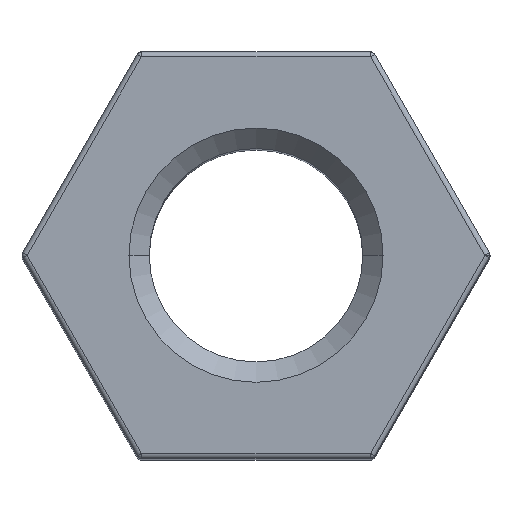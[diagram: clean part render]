
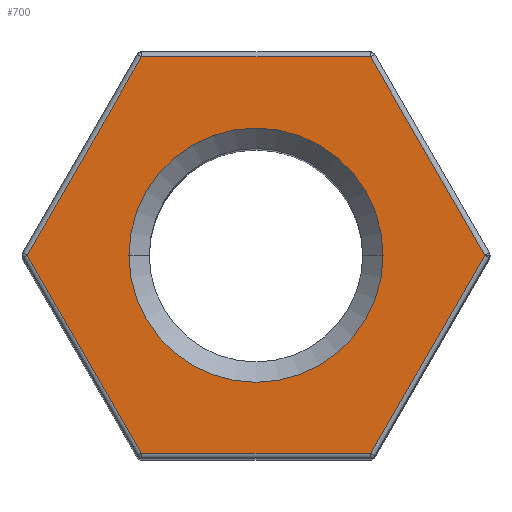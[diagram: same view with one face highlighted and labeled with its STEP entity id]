
A CAD part, top view. The second image highlights one B-rep face of the part: STEP entity #700.
In plain terms, the highlighted planar face has unit normal (0, 0, 1).
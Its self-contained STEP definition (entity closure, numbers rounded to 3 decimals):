
#14 = VERTEX_POINT ( 'NONE', #758 ) ;
#33 = CARTESIAN_POINT ( 'NONE',  ( -2.5, 0., 18. ) ) ;
#35 = CARTESIAN_POINT ( 'NONE',  ( 4.619, 0., 18. ) ) ;
#37 = CIRCLE ( 'NONE', #78, 2.5 ) ;
#69 = LINE ( 'NONE', #179, #578 ) ;
#72 = EDGE_LOOP ( 'NONE', ( #981, #484 ) ) ;
#78 = AXIS2_PLACEMENT_3D ( 'NONE', #626, #1250, #736 ) ;
#80 = CARTESIAN_POINT ( 'NONE',  ( 4.532, 0.05, 18. ) ) ;
#102 = LINE ( 'NONE', #1242, #460 ) ;
#107 = VERTEX_POINT ( 'NONE', #623 ) ;
#124 = VERTEX_POINT ( 'NONE', #627 ) ;
#131 = LINE ( 'NONE', #509, #354 ) ;
#179 = CARTESIAN_POINT ( 'NONE',  ( 2.223, 3.95, 18. ) ) ;
#182 = DIRECTION ( 'NONE',  ( 0.5, 0.866, 0. ) ) ;
#221 = DIRECTION ( 'NONE',  ( 1., 0., 0. ) ) ;
#226 = DIRECTION ( 'NONE',  ( 0., 0., -1. ) ) ;
#230 = CARTESIAN_POINT ( 'NONE',  ( 0., 0., 18. ) ) ;
#236 = AXIS2_PLACEMENT_3D ( 'NONE', #230, #226, #221 ) ;
#302 = EDGE_CURVE ( 'NONE', #936, #357, #730, .T. ) ;
#305 = CARTESIAN_POINT ( 'NONE',  ( 2.252, 3.9, 18. ) ) ;
#318 = VECTOR ( 'NONE', #728, 1000. ) ;
#345 = PLANE ( 'NONE',  #1003 ) ;
#354 = VECTOR ( 'NONE', #915, 1000. ) ;
#355 = DIRECTION ( 'NONE',  ( 1., 0., 0. ) ) ;
#357 = VERTEX_POINT ( 'NONE', #33 ) ;
#373 = VERTEX_POINT ( 'NONE', #969 ) ;
#418 = ORIENTED_EDGE ( 'NONE', *, *, #520, .T. ) ;
#424 = CARTESIAN_POINT ( 'NONE',  ( 4.503, 0., 18. ) ) ;
#452 = ORIENTED_EDGE ( 'NONE', *, *, #533, .T. ) ;
#460 = VECTOR ( 'NONE', #825, 1000. ) ;
#484 = ORIENTED_EDGE ( 'NONE', *, *, #543, .T. ) ;
#509 = CARTESIAN_POINT ( 'NONE',  ( -2.309, 3.9, 18. ) ) ;
#516 = EDGE_CURVE ( 'NONE', #1105, #14, #131, .T. ) ;
#520 = EDGE_CURVE ( 'NONE', #14, #124, #102, .T. ) ;
#521 = EDGE_CURVE ( 'NONE', #124, #373, #908, .T. ) ;
#530 = EDGE_CURVE ( 'NONE', #373, #107, #1103, .T. ) ;
#533 = EDGE_CURVE ( 'NONE', #107, #1115, #616, .T. ) ;
#538 = EDGE_CURVE ( 'NONE', #1115, #1105, #69, .T. ) ;
#543 = EDGE_CURVE ( 'NONE', #357, #936, #37, .T. ) ;
#565 = FACE_BOUND ( 'NONE', #72, .T. ) ;
#578 = VECTOR ( 'NONE', #917, 1000. ) ;
#616 = LINE ( 'NONE', #80, #1077 ) ;
#623 = CARTESIAN_POINT ( 'NONE',  ( 2.252, -3.9, 18. ) ) ;
#625 = CARTESIAN_POINT ( 'NONE',  ( 2.309, -3.9, 18. ) ) ;
#626 = CARTESIAN_POINT ( 'NONE',  ( 0., 0., 18. ) ) ;
#627 = CARTESIAN_POINT ( 'NONE',  ( -4.503, 0., 18. ) ) ;
#700 = ADVANCED_FACE ( 'NONE', ( #837, #565 ), #345, .T. ) ;
#702 = ORIENTED_EDGE ( 'NONE', *, *, #521, .T. ) ;
#728 = DIRECTION ( 'NONE',  ( 1., 0., 0. ) ) ;
#730 = CIRCLE ( 'NONE', #236, 2.5 ) ;
#736 = DIRECTION ( 'NONE',  ( 1., 0., 0. ) ) ;
#738 = ORIENTED_EDGE ( 'NONE', *, *, #538, .T. ) ;
#758 = CARTESIAN_POINT ( 'NONE',  ( -2.252, 3.9, 18. ) ) ;
#825 = DIRECTION ( 'NONE',  ( -0.5, -0.866, 0. ) ) ;
#837 = FACE_OUTER_BOUND ( 'NONE', #1042, .T. ) ;
#877 = VECTOR ( 'NONE', #1167, 1000. ) ;
#908 = LINE ( 'NONE', #1084, #877 ) ;
#915 = DIRECTION ( 'NONE',  ( -1., 0., 0. ) ) ;
#917 = DIRECTION ( 'NONE',  ( -0.5, 0.866, 0. ) ) ;
#936 = VERTEX_POINT ( 'NONE', #1169 ) ;
#951 = ORIENTED_EDGE ( 'NONE', *, *, #530, .T. ) ;
#966 = DIRECTION ( 'NONE',  ( 0., 0., 1. ) ) ;
#969 = CARTESIAN_POINT ( 'NONE',  ( -2.252, -3.9, 18. ) ) ;
#981 = ORIENTED_EDGE ( 'NONE', *, *, #302, .T. ) ;
#1003 = AXIS2_PLACEMENT_3D ( 'NONE', #35, #966, #355 ) ;
#1042 = EDGE_LOOP ( 'NONE', ( #1145, #418, #702, #951, #452, #738 ) ) ;
#1077 = VECTOR ( 'NONE', #182, 1000. ) ;
#1084 = CARTESIAN_POINT ( 'NONE',  ( -2.223, -3.95, 18. ) ) ;
#1103 = LINE ( 'NONE', #625, #318 ) ;
#1105 = VERTEX_POINT ( 'NONE', #305 ) ;
#1115 = VERTEX_POINT ( 'NONE', #424 ) ;
#1145 = ORIENTED_EDGE ( 'NONE', *, *, #516, .T. ) ;
#1167 = DIRECTION ( 'NONE',  ( 0.5, -0.866, 0. ) ) ;
#1169 = CARTESIAN_POINT ( 'NONE',  ( 2.5, 0., 18. ) ) ;
#1242 = CARTESIAN_POINT ( 'NONE',  ( -4.532, -0.05, 18. ) ) ;
#1250 = DIRECTION ( 'NONE',  ( 0., 0., -1. ) ) ;
